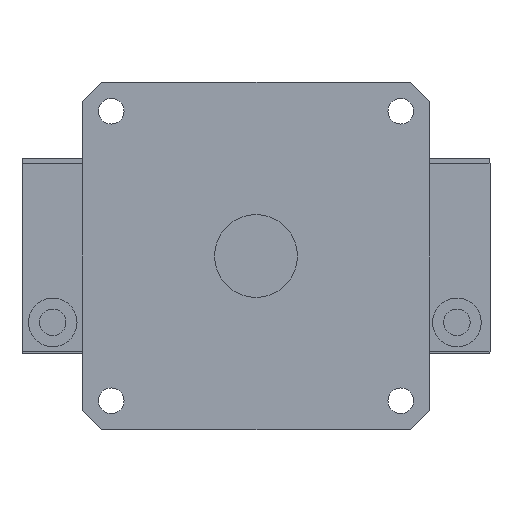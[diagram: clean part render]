
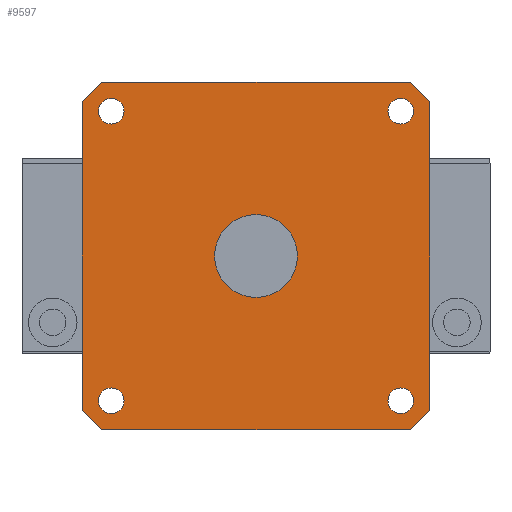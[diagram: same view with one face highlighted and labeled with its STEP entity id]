
A CAD part, front view. The second image highlights one B-rep face of the part: STEP entity #9597.
In plain terms, the highlighted planar face has unit normal (0, -1, 0).
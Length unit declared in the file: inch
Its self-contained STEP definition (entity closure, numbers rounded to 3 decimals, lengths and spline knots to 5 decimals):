
#8069=CARTESIAN_POINT('',(-0.846,-0.1875,-0.928));
#8070=VERTEX_POINT('',#8069);
#8079=CARTESIAN_POINT('',(-1.01,-0.1875,-0.928));
#8080=VERTEX_POINT('',#8079);
#8081=CARTESIAN_POINT('',(-0.928,-0.1875,-0.928));
#8082=DIRECTION('',(0.0,1.0,0.0));
#8083=DIRECTION('',(1.0,0.0,0.0));
#8084=AXIS2_PLACEMENT_3D('',#8081,#8082,#8083);
#8085=CIRCLE('',#8084,0.082);
#8086=EDGE_CURVE('',#8080,#8070,#8085,.T.);
#8111=CARTESIAN_POINT('',(1.01,-0.1875,0.928));
#8112=VERTEX_POINT('',#8111);
#8121=CARTESIAN_POINT('',(0.846,-0.1875,0.928));
#8122=VERTEX_POINT('',#8121);
#8123=CARTESIAN_POINT('',(0.928,-0.1875,0.928));
#8124=DIRECTION('',(0.0,1.0,0.0));
#8125=DIRECTION('',(1.0,0.0,0.0));
#8126=AXIS2_PLACEMENT_3D('',#8123,#8124,#8125);
#8127=CIRCLE('',#8126,0.082);
#8128=EDGE_CURVE('',#8122,#8112,#8127,.T.);
#8153=CARTESIAN_POINT('',(1.01,-0.1875,-0.928));
#8154=VERTEX_POINT('',#8153);
#8163=CARTESIAN_POINT('',(0.846,-0.1875,-0.928));
#8164=VERTEX_POINT('',#8163);
#8165=CARTESIAN_POINT('',(0.928,-0.1875,-0.928));
#8166=DIRECTION('',(0.0,1.0,0.0));
#8167=DIRECTION('',(1.0,0.0,0.0));
#8168=AXIS2_PLACEMENT_3D('',#8165,#8166,#8167);
#8169=CIRCLE('',#8168,0.082);
#8170=EDGE_CURVE('',#8164,#8154,#8169,.T.);
#8195=CARTESIAN_POINT('',(-0.846,-0.1875,0.928));
#8196=VERTEX_POINT('',#8195);
#8205=CARTESIAN_POINT('',(-1.01,-0.1875,0.928));
#8206=VERTEX_POINT('',#8205);
#8207=CARTESIAN_POINT('',(-0.928,-0.1875,0.928));
#8208=DIRECTION('',(0.0,1.0,0.0));
#8209=DIRECTION('',(1.0,0.0,0.0));
#8210=AXIS2_PLACEMENT_3D('',#8207,#8208,#8209);
#8211=CIRCLE('',#8210,0.082);
#8212=EDGE_CURVE('',#8206,#8196,#8211,.T.);
#8617=CARTESIAN_POINT('',(-0.2655,-0.1875,0.));
#8618=VERTEX_POINT('',#8617);
#8634=CARTESIAN_POINT('',(0.2655,-0.1875,0.));
#8635=VERTEX_POINT('',#8634);
#8642=CARTESIAN_POINT('',(0.0,-0.1875,0.));
#8643=DIRECTION('',(0.0,1.0,0.0));
#8644=DIRECTION('',(-1.0,0.0,0.0));
#8645=AXIS2_PLACEMENT_3D('',#8642,#8643,#8644);
#8646=CIRCLE('',#8645,0.2655);
#8647=EDGE_CURVE('',#8618,#8635,#8646,.T.);
#8658=CARTESIAN_POINT('',(0.0,-0.1875,0.));
#8659=DIRECTION('',(0.0,1.0,0.0));
#8660=DIRECTION('',(-1.0,0.0,0.0));
#8661=AXIS2_PLACEMENT_3D('',#8658,#8659,#8660);
#8662=CIRCLE('',#8661,0.2655);
#8663=EDGE_CURVE('',#8635,#8618,#8662,.T.);
#9306=CARTESIAN_POINT('',(-0.928,-0.1875,0.928));
#9307=DIRECTION('',(0.0,1.0,0.0));
#9308=DIRECTION('',(1.0,0.0,0.0));
#9309=AXIS2_PLACEMENT_3D('',#9306,#9307,#9308);
#9310=CIRCLE('',#9309,0.082);
#9311=EDGE_CURVE('',#8196,#8206,#9310,.T.);
#9324=CARTESIAN_POINT('',(0.928,-0.1875,-0.928));
#9325=DIRECTION('',(0.0,1.0,0.0));
#9326=DIRECTION('',(1.0,0.0,0.0));
#9327=AXIS2_PLACEMENT_3D('',#9324,#9325,#9326);
#9328=CIRCLE('',#9327,0.082);
#9329=EDGE_CURVE('',#8154,#8164,#9328,.T.);
#9342=CARTESIAN_POINT('',(0.928,-0.1875,0.928));
#9343=DIRECTION('',(0.0,1.0,0.0));
#9344=DIRECTION('',(1.0,0.0,0.0));
#9345=AXIS2_PLACEMENT_3D('',#9342,#9343,#9344);
#9346=CIRCLE('',#9345,0.082);
#9347=EDGE_CURVE('',#8112,#8122,#9346,.T.);
#9360=CARTESIAN_POINT('',(-0.928,-0.1875,-0.928));
#9361=DIRECTION('',(0.0,1.0,0.0));
#9362=DIRECTION('',(1.0,0.0,0.0));
#9363=AXIS2_PLACEMENT_3D('',#9360,#9361,#9362);
#9364=CIRCLE('',#9363,0.082);
#9365=EDGE_CURVE('',#8070,#8080,#9364,.T.);
#9375=CARTESIAN_POINT('',(-0.99,-0.1875,1.115));
#9376=VERTEX_POINT('',#9375);
#9377=CARTESIAN_POINT('',(0.99,-0.1875,1.115));
#9378=VERTEX_POINT('',#9377);
#9379=CARTESIAN_POINT('',(-0.99,-0.1875,1.115));
#9380=DIRECTION('',(1.0,0.0,0.0));
#9381=VECTOR('',#9380,1.98);
#9382=LINE('',#9379,#9381);
#9383=EDGE_CURVE('',#9376,#9378,#9382,.T.);
#9406=CARTESIAN_POINT('',(1.115,-0.1875,0.99));
#9407=VERTEX_POINT('',#9406);
#9408=CARTESIAN_POINT('',(0.99,-0.1875,1.115));
#9409=DIRECTION('',(0.707,0.0,-0.707));
#9410=VECTOR('',#9409,0.17678);
#9411=LINE('',#9408,#9410);
#9412=EDGE_CURVE('',#9378,#9407,#9411,.T.);
#9430=CARTESIAN_POINT('',(1.115,-0.1875,-0.99));
#9431=VERTEX_POINT('',#9430);
#9432=CARTESIAN_POINT('',(1.115,-0.1875,0.99));
#9433=DIRECTION('',(0.0,0.0,-1.0));
#9434=VECTOR('',#9433,1.98);
#9435=LINE('',#9432,#9434);
#9436=EDGE_CURVE('',#9407,#9431,#9435,.T.);
#9454=CARTESIAN_POINT('',(0.99,-0.1875,-1.115));
#9455=VERTEX_POINT('',#9454);
#9456=CARTESIAN_POINT('',(1.115,-0.1875,-0.99));
#9457=DIRECTION('',(-0.707,0.0,-0.707));
#9458=VECTOR('',#9457,0.17678);
#9459=LINE('',#9456,#9458);
#9460=EDGE_CURVE('',#9431,#9455,#9459,.T.);
#9478=CARTESIAN_POINT('',(-0.99,-0.1875,-1.115));
#9479=VERTEX_POINT('',#9478);
#9480=CARTESIAN_POINT('',(0.99,-0.1875,-1.115));
#9481=DIRECTION('',(-1.0,0.0,0.0));
#9482=VECTOR('',#9481,1.98);
#9483=LINE('',#9480,#9482);
#9484=EDGE_CURVE('',#9455,#9479,#9483,.T.);
#9502=CARTESIAN_POINT('',(-1.115,-0.1875,-0.99));
#9503=VERTEX_POINT('',#9502);
#9504=CARTESIAN_POINT('',(-0.99,-0.1875,-1.115));
#9505=DIRECTION('',(-0.707,0.0,0.707));
#9506=VECTOR('',#9505,0.17678);
#9507=LINE('',#9504,#9506);
#9508=EDGE_CURVE('',#9479,#9503,#9507,.T.);
#9526=CARTESIAN_POINT('',(-1.115,-0.1875,0.99));
#9527=VERTEX_POINT('',#9526);
#9528=CARTESIAN_POINT('',(-1.115,-0.1875,-0.99));
#9529=DIRECTION('',(0.0,0.0,1.0));
#9530=VECTOR('',#9529,1.98);
#9531=LINE('',#9528,#9530);
#9532=EDGE_CURVE('',#9503,#9527,#9531,.T.);
#9550=CARTESIAN_POINT('',(-1.115,-0.1875,0.99));
#9551=DIRECTION('',(0.707,0.0,0.707));
#9552=VECTOR('',#9551,0.17678);
#9553=LINE('',#9550,#9552);
#9554=EDGE_CURVE('',#9527,#9376,#9553,.T.);
#9562=CARTESIAN_POINT('',(0.,-0.1875,0.));
#9563=DIRECTION('',(0.0,1.0,0.0));
#9564=DIRECTION('',(0.0,0.0,1.0));
#9565=AXIS2_PLACEMENT_3D('',#9562,#9563,#9564);
#9566=PLANE('',#9565);
#9567=ORIENTED_EDGE('',*,*,#9383,.F.);
#9568=ORIENTED_EDGE('',*,*,#9554,.F.);
#9569=ORIENTED_EDGE('',*,*,#9532,.F.);
#9570=ORIENTED_EDGE('',*,*,#9508,.F.);
#9571=ORIENTED_EDGE('',*,*,#9484,.F.);
#9572=ORIENTED_EDGE('',*,*,#9460,.F.);
#9573=ORIENTED_EDGE('',*,*,#9436,.F.);
#9574=ORIENTED_EDGE('',*,*,#9412,.F.);
#9575=EDGE_LOOP('',(#9567,#9568,#9569,#9570,#9571,#9572,#9573,#9574));
#9576=FACE_OUTER_BOUND('',#9575,.T.);
#9577=ORIENTED_EDGE('',*,*,#8663,.T.);
#9578=ORIENTED_EDGE('',*,*,#8647,.T.);
#9579=EDGE_LOOP('',(#9577,#9578));
#9580=FACE_BOUND('',#9579,.T.);
#9581=ORIENTED_EDGE('',*,*,#8212,.T.);
#9582=ORIENTED_EDGE('',*,*,#9311,.T.);
#9583=EDGE_LOOP('',(#9581,#9582));
#9584=FACE_BOUND('',#9583,.T.);
#9585=ORIENTED_EDGE('',*,*,#8170,.T.);
#9586=ORIENTED_EDGE('',*,*,#9329,.T.);
#9587=EDGE_LOOP('',(#9585,#9586));
#9588=FACE_BOUND('',#9587,.T.);
#9589=ORIENTED_EDGE('',*,*,#8128,.T.);
#9590=ORIENTED_EDGE('',*,*,#9347,.T.);
#9591=EDGE_LOOP('',(#9589,#9590));
#9592=FACE_BOUND('',#9591,.T.);
#9593=ORIENTED_EDGE('',*,*,#8086,.T.);
#9594=ORIENTED_EDGE('',*,*,#9365,.T.);
#9595=EDGE_LOOP('',(#9593,#9594));
#9596=FACE_BOUND('',#9595,.T.);
#9597=ADVANCED_FACE('',(#9576,#9580,#9584,#9588,#9592,#9596),#9566,.F.);
